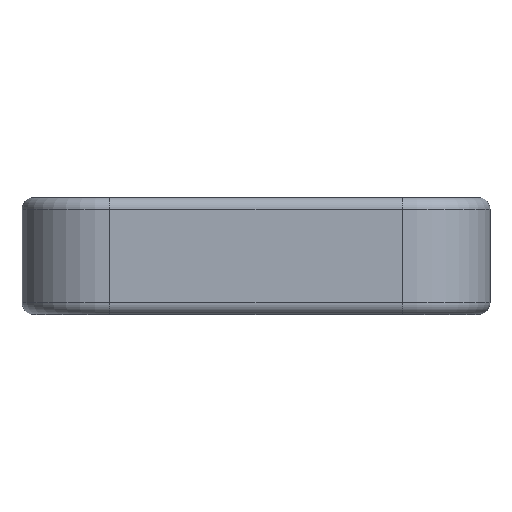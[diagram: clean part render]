
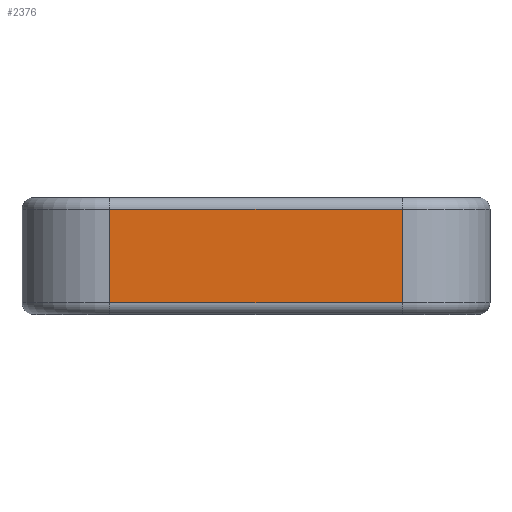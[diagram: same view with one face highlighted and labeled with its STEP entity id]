
A CAD part, front view. The second image highlights one B-rep face of the part: STEP entity #2376.
In plain terms, the highlighted planar face has unit normal (0, -1, 0).
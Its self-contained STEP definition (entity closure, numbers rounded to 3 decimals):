
#27 = FACE_OUTER_BOUND ( 'NONE', #1520, .T. ) ;
#46 = CARTESIAN_POINT ( 'NONE',  ( -2.25, -5., 4. ) ) ;
#70 = VERTEX_POINT ( 'NONE', #1794 ) ;
#98 = LINE ( 'NONE', #302, #432 ) ;
#122 = CARTESIAN_POINT ( 'NONE',  ( 7.75, -5., 3.6 ) ) ;
#219 = CARTESIAN_POINT ( 'NONE',  ( 0., -5., 4. ) ) ;
#274 = DIRECTION ( 'NONE',  ( -1., 0., 0. ) ) ;
#302 = CARTESIAN_POINT ( 'NONE',  ( 7.75, -5., 4. ) ) ;
#320 = DIRECTION ( 'NONE',  ( 1., 0., 0. ) ) ;
#432 = VECTOR ( 'NONE', #873, 1000. ) ;
#688 = EDGE_CURVE ( 'NONE', #1367, #2429, #1212, .T. ) ;
#756 = LINE ( 'NONE', #1519, #1298 ) ;
#819 = DIRECTION ( 'NONE',  ( 0., 0., -1. ) ) ;
#832 = ORIENTED_EDGE ( 'NONE', *, *, #2202, .T. ) ;
#873 = DIRECTION ( 'NONE',  ( 0., 0., 1. ) ) ;
#953 = VECTOR ( 'NONE', #274, 1000. ) ;
#990 = DIRECTION ( 'NONE',  ( 1., 0., 0. ) ) ;
#1135 = CARTESIAN_POINT ( 'NONE',  ( -2.25, -5., 0.4 ) ) ;
#1179 = LINE ( 'NONE', #46, #1258 ) ;
#1212 = LINE ( 'NONE', #1993, #953 ) ;
#1258 = VECTOR ( 'NONE', #819, 1000. ) ;
#1298 = VECTOR ( 'NONE', #320, 1000. ) ;
#1367 = VERTEX_POINT ( 'NONE', #122 ) ;
#1519 = CARTESIAN_POINT ( 'NONE',  ( 7.75, -5., 0.4 ) ) ;
#1520 = EDGE_LOOP ( 'NONE', ( #2404, #832, #2354, #2443 ) ) ;
#1603 = EDGE_CURVE ( 'NONE', #2429, #2274, #1179, .T. ) ;
#1659 = AXIS2_PLACEMENT_3D ( 'NONE', #219, #1768, #990 ) ;
#1768 = DIRECTION ( 'NONE',  ( 0., -1., 0. ) ) ;
#1790 = EDGE_CURVE ( 'NONE', #70, #1367, #98, .T. ) ;
#1794 = CARTESIAN_POINT ( 'NONE',  ( 7.75, -5., 0.4 ) ) ;
#1993 = CARTESIAN_POINT ( 'NONE',  ( 0., -5., 3.6 ) ) ;
#2202 = EDGE_CURVE ( 'NONE', #2274, #70, #756, .T. ) ;
#2209 = CARTESIAN_POINT ( 'NONE',  ( -2.25, -5., 3.6 ) ) ;
#2274 = VERTEX_POINT ( 'NONE', #1135 ) ;
#2339 = PLANE ( 'NONE',  #1659 ) ;
#2354 = ORIENTED_EDGE ( 'NONE', *, *, #1790, .T. ) ;
#2376 = ADVANCED_FACE ( 'NONE', ( #27 ), #2339, .T. ) ;
#2404 = ORIENTED_EDGE ( 'NONE', *, *, #1603, .T. ) ;
#2429 = VERTEX_POINT ( 'NONE', #2209 ) ;
#2443 = ORIENTED_EDGE ( 'NONE', *, *, #688, .T. ) ;
